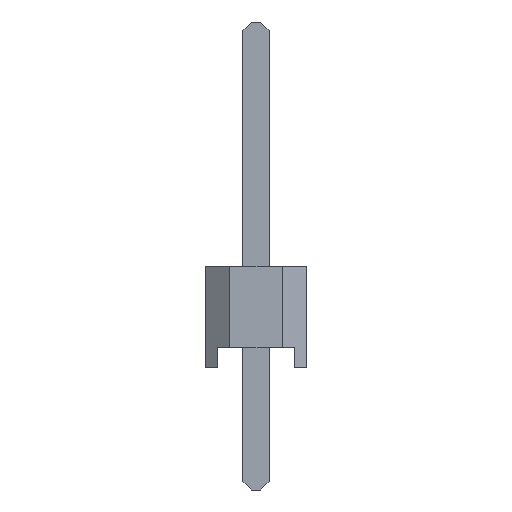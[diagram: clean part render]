
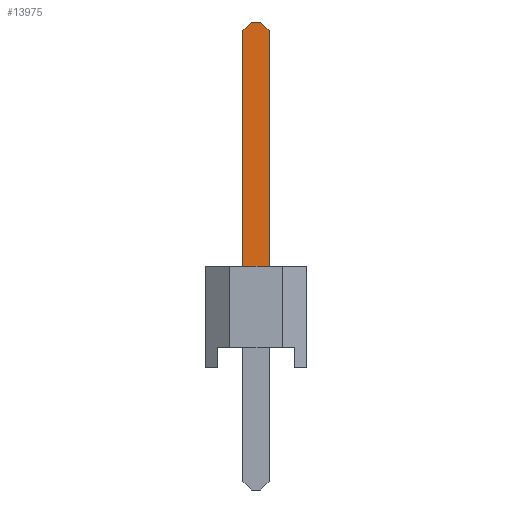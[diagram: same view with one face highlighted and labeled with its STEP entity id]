
A CAD part, left-side view. The second image highlights one B-rep face of the part: STEP entity #13975.
In plain terms, the highlighted planar face has unit normal (-1, 0, 0).
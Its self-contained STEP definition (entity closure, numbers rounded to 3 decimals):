
#547=FACE_OUTER_BOUND('',#1327,.T.);
#1327=EDGE_LOOP('',(#9932,#9933,#9934,#9935,#9936,#9937));
#2738=LINE('',#20588,#4508);
#2772=LINE('',#20655,#4542);
#2776=LINE('',#20663,#4546);
#2778=LINE('',#20667,#4548);
#2779=LINE('',#20669,#4549);
#2780=LINE('',#20670,#4550);
#4508=VECTOR('',#16387,1.);
#4542=VECTOR('',#16463,1.);
#4546=VECTOR('',#16469,1.);
#4548=VECTOR('',#16473,1.);
#4549=VECTOR('',#16474,1.);
#4550=VECTOR('',#16475,1.);
#6236=VERTEX_POINT('',#20584);
#6238=VERTEX_POINT('',#20587);
#6250=VERTEX_POINT('',#20654);
#6253=VERTEX_POINT('',#20662);
#6254=VERTEX_POINT('',#20666);
#6255=VERTEX_POINT('',#20668);
#7700=EDGE_CURVE('',#6236,#6238,#2738,.T.);
#7734=EDGE_CURVE('',#6236,#6250,#2772,.T.);
#7738=EDGE_CURVE('',#6253,#6238,#2776,.T.);
#7740=EDGE_CURVE('',#6250,#6254,#2778,.T.);
#7741=EDGE_CURVE('',#6254,#6255,#2779,.T.);
#7742=EDGE_CURVE('',#6255,#6253,#2780,.T.);
#9932=ORIENTED_EDGE('',*,*,#7700,.F.);
#9933=ORIENTED_EDGE('',*,*,#7734,.T.);
#9934=ORIENTED_EDGE('',*,*,#7740,.T.);
#9935=ORIENTED_EDGE('',*,*,#7741,.T.);
#9936=ORIENTED_EDGE('',*,*,#7742,.T.);
#9937=ORIENTED_EDGE('',*,*,#7738,.T.);
#12929=PLANE('',#14764);
#13975=ADVANCED_FACE('',(#547),#12929,.T.);
#14764=AXIS2_PLACEMENT_3D('',#20665,#16471,#16472);
#16387=DIRECTION('',(0.,1.,0.));
#16463=DIRECTION('',(0.,0.,1.));
#16469=DIRECTION('',(0.,0.,-1.));
#16471=DIRECTION('center_axis',(-1.,0.,0.));
#16472=DIRECTION('ref_axis',(0.,0.,1.));
#16473=DIRECTION('',(0.,0.707,0.707));
#16474=DIRECTION('',(0.,1.,0.));
#16475=DIRECTION('',(0.,0.707,-0.707));
#20584=CARTESIAN_POINT('',(-20.64,-0.32,2.5));
#20587=CARTESIAN_POINT('',(-20.64,0.32,2.5));
#20588=CARTESIAN_POINT('',(-20.64,0.,2.5));
#20654=CARTESIAN_POINT('',(-20.64,-0.32,8.3));
#20655=CARTESIAN_POINT('',(-20.64,-0.32,-2.8));
#20662=CARTESIAN_POINT('',(-20.64,0.32,8.3));
#20663=CARTESIAN_POINT('',(-20.64,0.32,-2.8));
#20665=CARTESIAN_POINT('Origin',(-20.64,0.,0.));
#20666=CARTESIAN_POINT('',(-20.64,-0.12,8.5));
#20667=CARTESIAN_POINT('',(-20.64,-0.32,8.3));
#20668=CARTESIAN_POINT('',(-20.64,0.12,8.5));
#20669=CARTESIAN_POINT('',(-20.64,0.12,8.5));
#20670=CARTESIAN_POINT('',(-20.64,0.32,8.3));
